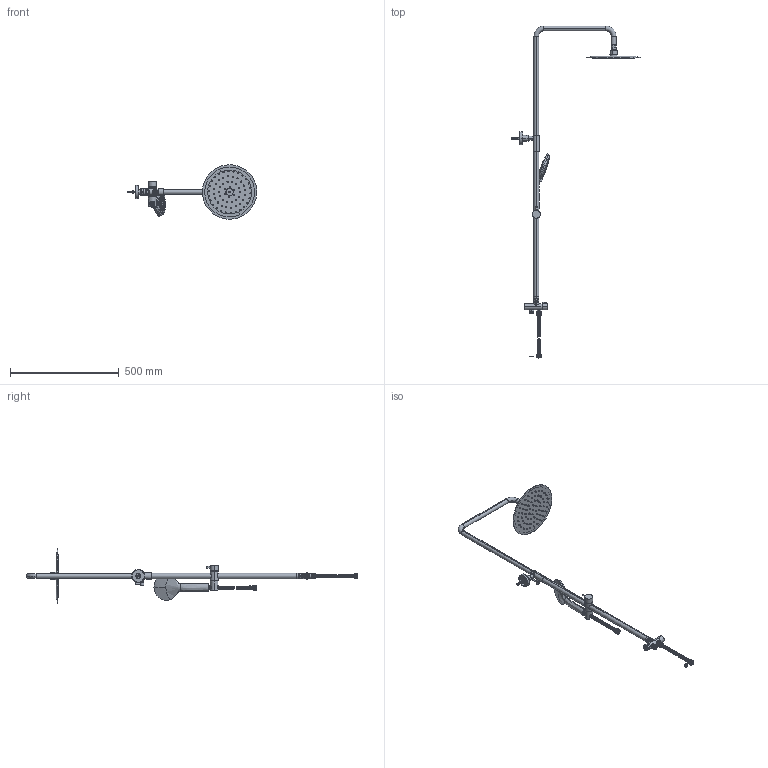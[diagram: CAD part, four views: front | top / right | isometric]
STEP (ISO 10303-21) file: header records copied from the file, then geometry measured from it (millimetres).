
FILE_DESCRIPTION (( 'STEP AP214' ), '1' );
FILE_NAME ('40-A.STEP', '2022-02-20T12:16:41', ( 'China' ), ( 'Home' ), 'SwSTEP 2.0', 'SolidWorks 2018', '' );
FILE_SCHEMA (( 'AUTOMOTIVE_DESIGN' ));
Length unit declared in the file: millimetre
Products named in the file (31): 堤阨奪-魂賦芛; 輛阨奪杶璃; PVC囀奪; sdf俔奪; 堤阨奪-奪极; 煦阨ん杶璃055165; 出水管-O圈; 赻馴蹟佪-3; 蹟簽; 翋极; 19x11す菜え; M5; 25Х釱055; 出水管-花洒端进水接头; 出水管-花洒端出水接头; 38花洒; 黑芛052412132; 8686諉芛郋; 40-A; 奪00522; 奪0566322; 300埴階驗; 88密封圈; 堤阨奪-菜え; 花洒支架; 邧諶奪杶璃; 25盓殤杶璃; 壩梠郋; 輛阨奪-嘐隅遠; 盓殤翋极54661; 堤阨奪-輛阨郋
Assembly tree (53 placements, depth 3):
  40-A
    煦阨ん杶璃055165
      翋极
      8686諉芛郋
      88密封圈
      蹟簽
      19x11す菜え
      黑芛052412132
      M5
    sdf俔奪
      奪00522
      奪0566322
    25盓殤杶璃
      盓殤翋极54661
      25Х釱055
      M5  x2
      赻馴蹟佪-3
      壩梠郋
    花洒支架
    堤阨奪-菜え  x5
    300埴階驗
    38花洒
    輛阨奪杶璃
      堤阨奪-奪极
      出水管-花洒端进水接头  x2
      堤阨奪-魂賦芛  x2
      堤阨奪-輛阨郋  x2
      輛阨奪-嘐隅遠  x2
      堤阨奪-菜え  x2
      PVC囀奪
    邧諶奪杶璃
      堤阨奪-奪极
      出水管-花洒端出水接头
      出水管-花洒端进水接头
      堤阨奪-魂賦芛  x2
      堤阨奪-輛阨郋  x2
      輛阨奪-嘐隅遠  x2
      出水管-O圈
      堤阨奪-菜え  x2
      PVC囀奪
Bounding box: 594.68 x 1523.63 x 249.36 mm (x, y, z)
Volume: 954495.5 mm3; surface area: 547076 mm2
Topology: 52 solids, 55 shells, 2826 faces, 6230 edges, 3870 vertices
Faces by surface type: cylinder 1160, plane 820, cone 467, torus 182, sphere 132, bspline 65
Entity records: 84683 total; most frequent: CARTESIAN_POINT 43489, ORIENTED_EDGE 8228, DIRECTION 8180, EDGE_CURVE 4114, AXIS2_PLACEMENT_3D 3470, VERTEX_POINT 2632, EDGE_LOOP 2254, ADVANCED_FACE 1869
